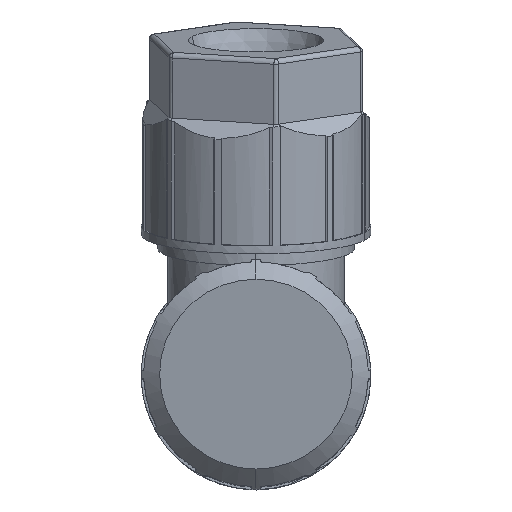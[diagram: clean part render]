
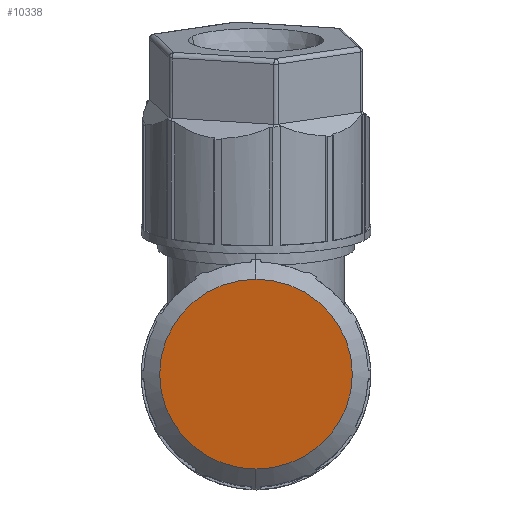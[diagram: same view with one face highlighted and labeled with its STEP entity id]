
A CAD part, top view. The second image highlights one B-rep face of the part: STEP entity #10338.
In plain terms, the highlighted planar face has unit normal (0, -0.174, 0.985).
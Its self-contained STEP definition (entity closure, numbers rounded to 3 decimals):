
#10318=AXIS2_PLACEMENT_3D('Plane Axis2P3D',#10315,#10316,#10317) ;
#10322=AXIS2_PLACEMENT_3D('Circle Axis2P3D',#10320,#10321,$) ;
#10331=AXIS2_PLACEMENT_3D('Circle Axis2P3D',#10329,#10330,$) ;
#10315=CARTESIAN_POINT('Axis2P3D Location',(66.927,-55.924,32.516)) ;
#10320=CARTESIAN_POINT('Axis2P3D Location',(7.,7.,43.611)) ;
#10324=CARTESIAN_POINT('Vertex',(7.,12.786,44.632)) ;
#10326=CARTESIAN_POINT('Vertex',(7.,1.214,42.591)) ;
#10329=CARTESIAN_POINT('Axis2P3D Location',(7.,7.,43.611)) ;
#10316=DIRECTION('Axis2P3D Direction',(0.,-0.174,0.985)) ;
#10317=DIRECTION('Axis2P3D XDirection',(0.,-0.985,-0.174)) ;
#10321=DIRECTION('Axis2P3D Direction',(0.,-0.174,0.985)) ;
#10330=DIRECTION('Axis2P3D Direction',(0.,-0.174,0.985)) ;
#10335=ORIENTED_EDGE('',*,*,#10328,.T.) ;
#10336=ORIENTED_EDGE('',*,*,#10333,.T.) ;
#10338=ADVANCED_FACE('Hauptk\X2\00F6\X0\rper',(#10337),#10319,.T.) ;
#10323=CIRCLE('generated circle',#10322,5.875) ;
#10332=CIRCLE('generated circle',#10331,5.875) ;
#10328=EDGE_CURVE('',#10325,#10327,#10323,.T.) ;
#10333=EDGE_CURVE('',#10327,#10325,#10332,.T.) ;
#10334=EDGE_LOOP('',(#10335,#10336)) ;
#10337=FACE_OUTER_BOUND('',#10334,.T.) ;
#10319=PLANE('',#10318) ;
#10325=VERTEX_POINT('',#10324) ;
#10327=VERTEX_POINT('',#10326) ;
